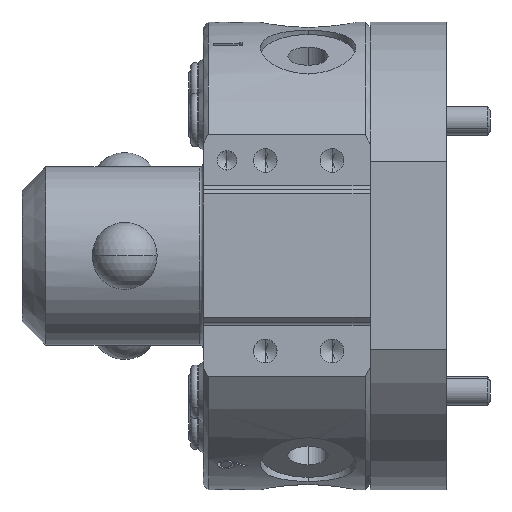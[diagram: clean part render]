
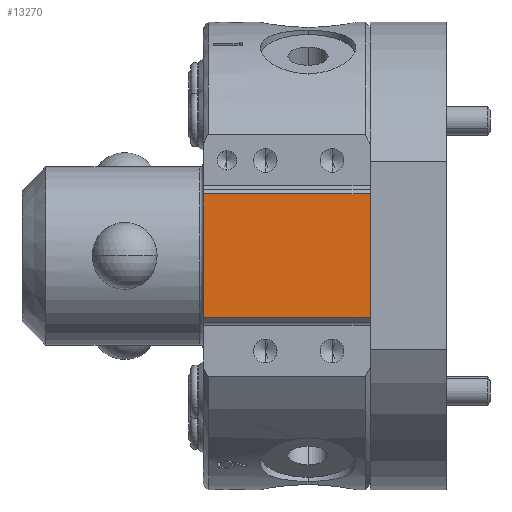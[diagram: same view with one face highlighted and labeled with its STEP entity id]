
A CAD part, top view. The second image highlights one B-rep face of the part: STEP entity #13270.
In plain terms, the highlighted planar face has unit normal (0, 0, 1).
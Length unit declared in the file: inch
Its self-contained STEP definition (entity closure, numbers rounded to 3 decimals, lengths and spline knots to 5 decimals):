
#384 = CARTESIAN_POINT ( 'NONE',  ( -0.196, 0.2745, 0. ) ) ;
#1119 = CARTESIAN_POINT ( 'NONE',  ( -1.633, -0.2545, 0. ) ) ;
#1430 = CARTESIAN_POINT ( 'NONE',  ( -0.196, -0.2545, 0. ) ) ;
#2027 = CARTESIAN_POINT ( 'NONE',  ( -1.633, 0.2745, 0. ) ) ;
#2055 = LINE ( 'NONE', #10015, #10319 ) ;
#2785 = DIRECTION ( 'NONE',  ( 0., -1., 0. ) ) ;
#3441 = CARTESIAN_POINT ( 'NONE',  ( -0.196, 0.2545, 0. ) ) ;
#4584 = EDGE_CURVE ( 'NONE', #14214, #17120, #13242, .T. ) ;
#4691 = DIRECTION ( 'NONE',  ( 0., 0., 1. ) ) ;
#4773 = DIRECTION ( 'NONE',  ( 0., 1., 0. ) ) ;
#5197 = DIRECTION ( 'NONE',  ( 1., 0., 0. ) ) ;
#5605 = EDGE_CURVE ( 'NONE', #15082, #14358, #2055, .T. ) ;
#5990 = AXIS2_PLACEMENT_3D ( 'NONE', #2027, #4691, #4773 ) ;
#6573 = ORIENTED_EDGE ( 'NONE', *, *, #4584, .T. ) ;
#7144 = LINE ( 'NONE', #15277, #13276 ) ;
#7374 = DIRECTION ( 'NONE',  ( -1., 0., 0. ) ) ;
#7504 = VECTOR ( 'NONE', #5197, 39.37008 ) ;
#8211 = EDGE_LOOP ( 'NONE', ( #12465, #6573, #11920, #17468 ) ) ;
#8368 = LINE ( 'NONE', #384, #11847 ) ;
#10015 = CARTESIAN_POINT ( 'NONE',  ( -0.885, 0.2545, 0. ) ) ;
#10319 = VECTOR ( 'NONE', #7374, 39.37008 ) ;
#10961 = EDGE_CURVE ( 'NONE', #14214, #14358, #7144, .T. ) ;
#11292 = CARTESIAN_POINT ( 'NONE',  ( -0.885, 0.2545, 0. ) ) ;
#11304 = DIRECTION ( 'NONE',  ( 0., 1., 0. ) ) ;
#11847 = VECTOR ( 'NONE', #2785, 39.37008 ) ;
#11920 = ORIENTED_EDGE ( 'NONE', *, *, #16705, .F. ) ;
#12016 = CARTESIAN_POINT ( 'NONE',  ( -0.885, -0.2545, 0. ) ) ;
#12465 = ORIENTED_EDGE ( 'NONE', *, *, #10961, .F. ) ;
#13242 = LINE ( 'NONE', #1119, #7504 ) ;
#13270 = ADVANCED_FACE ( 'NONE', ( #14147 ), #16809, .T. ) ;
#13276 = VECTOR ( 'NONE', #11304, 39.37008 ) ;
#14147 = FACE_OUTER_BOUND ( 'NONE', #8211, .T. ) ;
#14214 = VERTEX_POINT ( 'NONE', #12016 ) ;
#14358 = VERTEX_POINT ( 'NONE', #11292 ) ;
#15082 = VERTEX_POINT ( 'NONE', #3441 ) ;
#15277 = CARTESIAN_POINT ( 'NONE',  ( -0.885, 0., 0. ) ) ;
#16705 = EDGE_CURVE ( 'NONE', #15082, #17120, #8368, .T. ) ;
#16809 = PLANE ( 'NONE',  #5990 ) ;
#17120 = VERTEX_POINT ( 'NONE', #1430 ) ;
#17468 = ORIENTED_EDGE ( 'NONE', *, *, #5605, .T. ) ;
